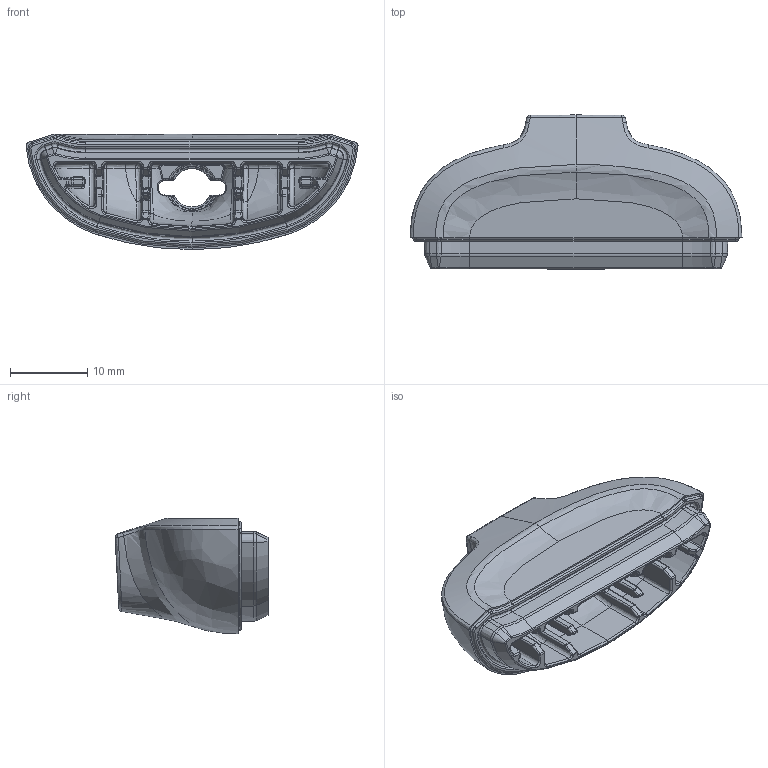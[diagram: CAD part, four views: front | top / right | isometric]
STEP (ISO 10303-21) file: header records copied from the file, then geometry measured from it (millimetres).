
FILE_DESCRIPTION (( 'STEP AP203' ), '1' );
FILE_NAME ('251001_AKVO_TopCap_PART_00.STEP', '2016-01-08T15:56:18', ( '' ), ( '' ), 'SwSTEP 2.0', 'SolidWorks 2015', '' );
FILE_SCHEMA (( 'CONFIG_CONTROL_DESIGN' ));
Length unit declared in the file: millimetre
Products named in the file (1): 251001_AKVO_TopCap_PART_00
Bounding box: 42.96 x 19.91 x 14.92 mm (x, y, z)
Volume: 4162.9 mm3; surface area: 3582.4 mm2
Topology: 1 solids, 1 shells, 663 faces, 1471 edges, 806 vertices
Faces by surface type: bspline 264, cylinder 185, plane 86, sphere 76, torus 30, cone 22
Entity records: 34752 total; most frequent: CARTESIAN_POINT 22212, ORIENTED_EDGE 2922, DIRECTION 2179, EDGE_CURVE 1461, AXIS2_PLACEMENT_3D 891, VERTEX_POINT 802, EDGE_LOOP 667, FACE_OUTER_BOUND 663
